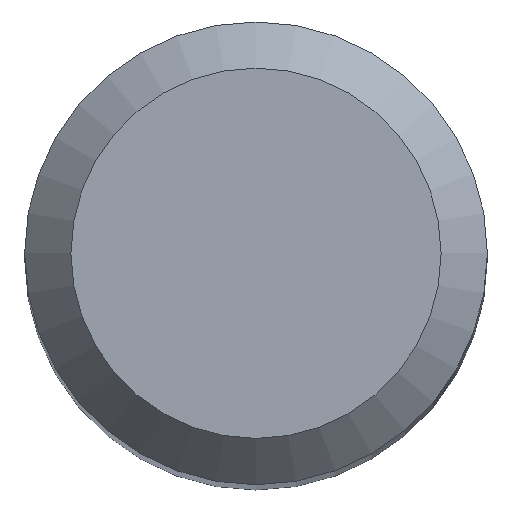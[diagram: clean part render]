
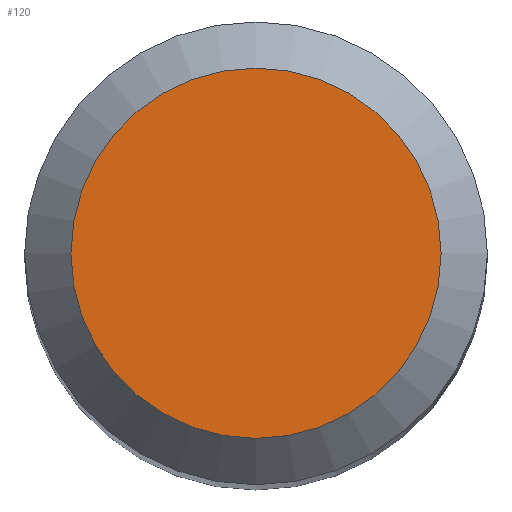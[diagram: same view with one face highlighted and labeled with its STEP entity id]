
A CAD part, top view. The second image highlights one B-rep face of the part: STEP entity #120.
In plain terms, the highlighted planar face has unit normal (0, 0, 1).
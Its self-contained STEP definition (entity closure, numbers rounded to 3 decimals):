
#88 = CIRCLE ( 'NONE', #119, 2.4 ) ;
#114 = ORIENTED_EDGE ( 'NONE', *, *, #380, .T. ) ;
#119 = AXIS2_PLACEMENT_3D ( 'NONE', #145, #207, #204 ) ;
#120 = ADVANCED_FACE ( 'NONE', ( #329 ), #175, .F. ) ;
#141 = EDGE_LOOP ( 'NONE', ( #114 ) ) ;
#145 = CARTESIAN_POINT ( 'NONE',  ( 0., 0., 57. ) ) ;
#148 = DIRECTION ( 'NONE',  ( 0., 0., -1. ) ) ;
#166 = CARTESIAN_POINT ( 'NONE',  ( 2.4, 0., 57. ) ) ;
#175 = PLANE ( 'NONE',  #317 ) ;
#204 = DIRECTION ( 'NONE',  ( 1., 0., 0. ) ) ;
#207 = DIRECTION ( 'NONE',  ( 0., 0., 1. ) ) ;
#211 = VERTEX_POINT ( 'NONE', #166 ) ;
#268 = CARTESIAN_POINT ( 'NONE',  ( 0., 2.4, 57. ) ) ;
#273 = DIRECTION ( 'NONE',  ( -1., 0., 0. ) ) ;
#317 = AXIS2_PLACEMENT_3D ( 'NONE', #268, #148, #273 ) ;
#329 = FACE_OUTER_BOUND ( 'NONE', #141, .T. ) ;
#380 = EDGE_CURVE ( 'NONE', #211, #211, #88, .T. ) ;
